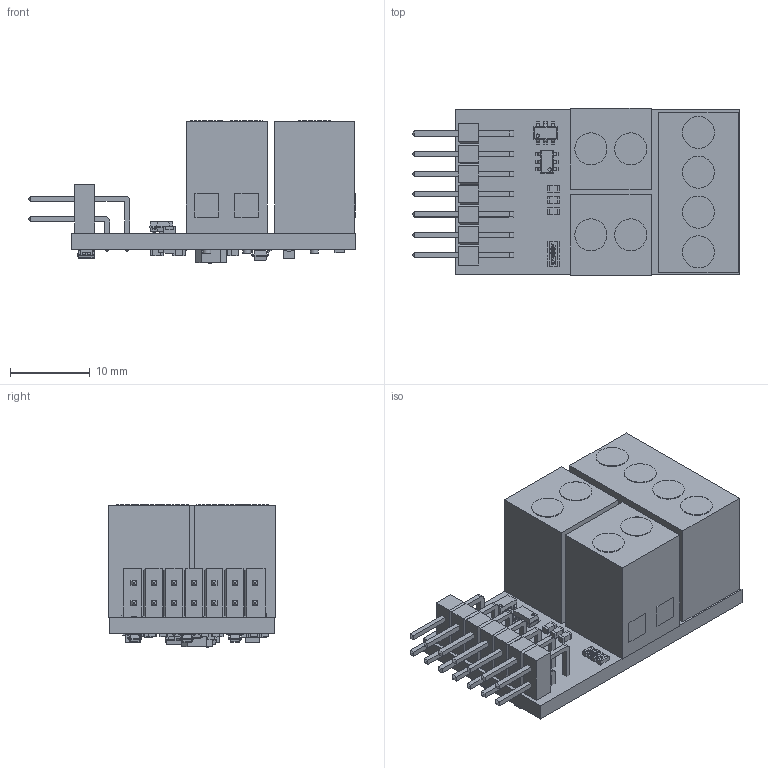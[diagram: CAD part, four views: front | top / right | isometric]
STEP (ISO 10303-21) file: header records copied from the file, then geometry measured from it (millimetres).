
FILE_DESCRIPTION(/* description */ ('Open CASCADE Model'),/* implementation_level */ '2;1');
FILE_NAME(/* name */ 'pmod_od2_v1.step',/* time_stamp */ '2024-08-19T10:40:34+02:00',/* author */ (''),/* organization */ (''),/* preprocessor_version */ 'ST-DEVELOPER v20',/* originating_system */ 'Autodesk Translation Framework v13.14.0.145',/* authorisation */ '');
FILE_SCHEMA (('AUTOMOTIVE_DESIGN { 1 0 10303 214 3 1 1 }'));
Length unit declared in the file: millimetre
Products named in the file (89): PCB; Board; Open CASCADE STEP translator 6.8 1.1.1; T1; J2; 6250596672; Body; LeadsArray; LeadsArray_1; C7; 6290314816; Extruded; 6290314656; Extruded_1; U2; U1; L1; LPS4018-333MRC; U4; SOT-363_v1; R18; R17; R10; R9; R8; R7; R12; R16; R15; C4; D1; R5; R4; R3; R2; User_Library-RESC2012X05N; J4; 6289823056; Cylinder; J1 ...
Assembly tree (157 placements, depth 4):
  PCB
    Board
      Open CASCADE STEP translator 6.8 1.1.1
    T1
      User_Library-SOT23-6-2
    J2
      6250596672
        Body
        LeadsArray
        LeadsArray_1
    C7
      6290314816
        Extruded
      6290314656  x2
        Extruded_1
    U2
      SOT-363_v1
    U1
      SOT-363_v1
    L1
      LPS4018-333MRC
    U4
      SOT-363_v1
    R18
      User_Library-RESC1608X05N
    R17
      User_Library-RESC1608X05N
    R10
      User_Library-RESC1608X05N
    R9
      User_Library-RESC1608X05N
    R8
      User_Library-RESC1608X05N
    R7
      User_Library-RESC1608X05N
    R12
      User_Library-RESC1608X05N
    R16
      User_Library-RESC1608X05N
    R15
      User_Library-RESC1608X05N
    C4
      6289825296  x2
        Extruded_7
      6289825056
        Extruded_8
    D1
      6290313536  x2
        Extruded_10
      6290313376
        Extruded_9
    R5
      User_Library-RESC2012X05N
    R4
      User_Library-RESC2012X05N
    R3
      User_Library-RESC2012X05N
    R2
      User_Library-RESC2012X05N
    J4
Bounding box: 41.14 x 21 x 17.87 mm (x, y, z)
Volume: 7798.8 mm3; surface area: 6534.6 mm2
Topology: 135 solids, 135 shells, 6598 faces, 16552 edges, 10306 vertices
Faces by surface type: plane 3052, bspline 2186, cylinder 1072, sphere 288
Full cylindrical faces by diameter (mm): 0.2 x2, 0.3 x6, 0.35 x1, 1 x12, 2.8 x1
Entity records: 52590 total; most frequent: CARTESIAN_POINT 13258, ORIENTED_EDGE 7958, DIRECTION 6822, EDGE_CURVE 3979, LINE 2912, VECTOR 2912, VERTEX_POINT 2519, AXIS2_PLACEMENT_3D 1955
